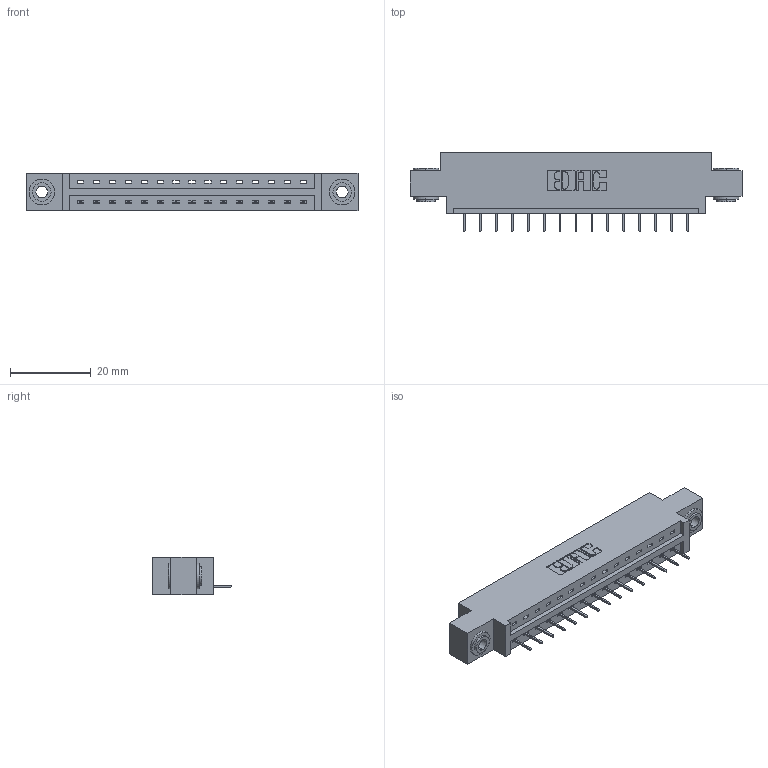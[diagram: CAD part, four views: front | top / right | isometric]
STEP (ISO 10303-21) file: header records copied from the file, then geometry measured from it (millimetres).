
FILE_DESCRIPTION (( 'STEP AP203' ), '1' );
FILE_NAME ('337-015-524-603.STEP', '2018-08-04T16:56:03', ( '' ), ( '' ), 'SwSTEP 2.0', 'SolidWorks 2016', '' );
FILE_SCHEMA (( 'CONFIG_CONTROL_DESIGN' ));
Length unit declared in the file: inch
Products named in the file (4): 345-250-002_345-250-002-102; 337-015-524-603; 337 Part_0.170 Offset - 0.156 Dia-TH; 345-292-001_345-293-124
Assembly tree (18 placements, depth 2):
  337-015-524-603
    337 Part_0.170 Offset - 0.156 Dia-TH
    345-292-001_345-293-124  x15
    345-250-002_345-250-002-102  x2
Bounding box: 82.45 x 19.69 x 9.4 mm (x, y, z)
Volume: 8073.9 mm3; surface area: 8314.1 mm2
Topology: 18 solids, 18 shells, 1146 faces, 3279 edges, 2122 vertices
Faces by surface type: plane 864, cylinder 274, cone 8
Entity records: 15498 total; most frequent: CARTESIAN_POINT 2674, ORIENTED_EDGE 2618, DIRECTION 2341, EDGE_CURVE 1309, LINE 1161, VECTOR 1161, VERTEX_POINT 866, AXIS2_PLACEMENT_3D 590
